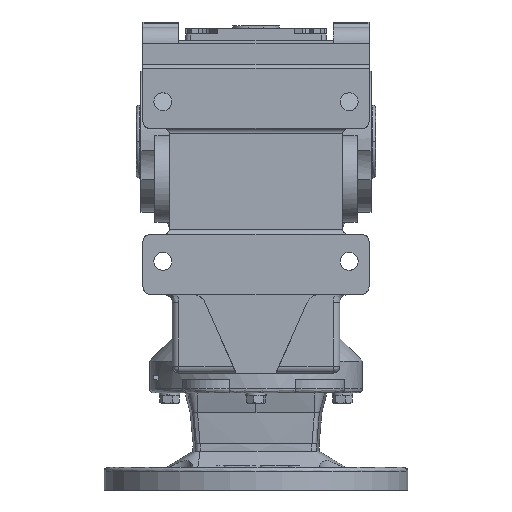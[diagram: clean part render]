
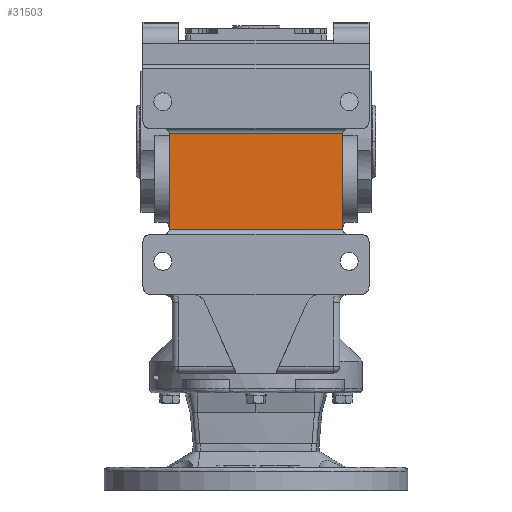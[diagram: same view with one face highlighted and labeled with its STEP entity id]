
A CAD part, front view. The second image highlights one B-rep face of the part: STEP entity #31503.
In plain terms, the highlighted planar face has unit normal (0, -1, 0).
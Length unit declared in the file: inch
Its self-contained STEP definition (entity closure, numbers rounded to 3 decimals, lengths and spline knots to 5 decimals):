
#3544 = EDGE_CURVE ( 'NONE', #11200, #20172, #58958, .T. ) ;
#4396 = VECTOR ( 'NONE', #11086, 39.37008 ) ;
#5440 = EDGE_CURVE ( 'NONE', #45442, #15168, #54279, .T. ) ;
#6268 = CARTESIAN_POINT ( 'NONE',  ( 2.56303, -5.35433, -2.59843 ) ) ;
#6285 = CARTESIAN_POINT ( 'NONE',  ( -2.55906, -5.35433, 0.19685 ) ) ;
#9632 = CARTESIAN_POINT ( 'NONE',  ( 2.55906, -5.35433, 0.21011 ) ) ;
#10354 = LINE ( 'NONE', #39581, #47343 ) ;
#10880 = DIRECTION ( 'NONE',  ( 0., 0., 1. ) ) ;
#11086 = DIRECTION ( 'NONE',  ( 0., 0., -1. ) ) ;
#11200 = VERTEX_POINT ( 'NONE', #37612 ) ;
#11863 = ORIENTED_EDGE ( 'NONE', *, *, #5440, .T. ) ;
#12230 = DIRECTION ( 'NONE',  ( -1., 0., 0. ) ) ;
#12319 = ORIENTED_EDGE ( 'NONE', *, *, #50394, .T. ) ;
#14018 = CARTESIAN_POINT ( 'NONE',  ( 2.56303, -5.35433, -2.59843 ) ) ;
#14117 = ORIENTED_EDGE ( 'NONE', *, *, #21446, .T. ) ;
#14128 = CARTESIAN_POINT ( 'NONE',  ( 2.55906, -5.35433, 0.19685 ) ) ;
#15092 = CARTESIAN_POINT ( 'NONE',  ( 2.56303, -5.35433, 0.23622 ) ) ;
#15168 = VERTEX_POINT ( 'NONE', #32475 ) ;
#15482 = CARTESIAN_POINT ( 'NONE',  ( 2.56038, -5.35433, 0.22323 ) ) ;
#15991 = EDGE_LOOP ( 'NONE', ( #11863, #29551, #12319, #14117, #59878, #56793, #59333, #19661 ) ) ;
#17297 = PLANE ( 'NONE',  #23429 ) ;
#17635 = EDGE_CURVE ( 'NONE', #11200, #54218, #45664, .T. ) ;
#17875 = VERTEX_POINT ( 'NONE', #34036 ) ;
#18653 = CARTESIAN_POINT ( 'NONE',  ( 2.55906, -5.35433, -2.55906 ) ) ;
#18831 = CARTESIAN_POINT ( 'NONE',  ( -2.56303, -5.35433, 0.23622 ) ) ;
#19661 = ORIENTED_EDGE ( 'NONE', *, *, #27870, .F. ) ;
#20172 = VERTEX_POINT ( 'NONE', #44899 ) ;
#21446 = EDGE_CURVE ( 'NONE', #29985, #35500, #41930, .T. ) ;
#21803 = LINE ( 'NONE', #38851, #4396 ) ;
#22874 = CARTESIAN_POINT ( 'NONE',  ( -2.56039, -5.35433, 0.22327 ) ) ;
#23429 = AXIS2_PLACEMENT_3D ( 'NONE', #44651, #53767, #30910 ) ;
#24865 = CARTESIAN_POINT ( 'NONE',  ( -2.55906, -5.35433, 0.23622 ) ) ;
#24962 = CARTESIAN_POINT ( 'NONE',  ( -2.56038, -5.35433, -2.58544 ) ) ;
#26026 = CARTESIAN_POINT ( 'NONE',  ( -2.56303, -5.35433, 0.23622 ) ) ;
#27870 = EDGE_CURVE ( 'NONE', #45442, #20172, #10354, .T. ) ;
#27966 = DIRECTION ( 'NONE',  ( -1., 0., 0. ) ) ;
#29551 = ORIENTED_EDGE ( 'NONE', *, *, #48014, .F. ) ;
#29985 = VERTEX_POINT ( 'NONE', #39621 ) ;
#30910 = DIRECTION ( 'NONE',  ( 0., 0., 1. ) ) ;
#31503 = ADVANCED_FACE ( 'NONE', ( #52837 ), #17297, .F. ) ;
#32357 = B_SPLINE_CURVE_WITH_KNOTS ( 'NONE', 3,
 ( #46595, #41537, #22874, #18831 ),
 .UNSPECIFIED., .F., .F.,
 ( 4, 4 ),
 ( 0., 1. ),
 .UNSPECIFIED. ) ;
#32475 = CARTESIAN_POINT ( 'NONE',  ( 2.55906, -5.35433, -2.55906 ) ) ;
#34036 = CARTESIAN_POINT ( 'NONE',  ( 2.55906, -5.35433, 0.19685 ) ) ;
#34380 = B_SPLINE_CURVE_WITH_KNOTS ( 'NONE', 3,
 ( #14128, #9632, #15482, #15092 ),
 .UNSPECIFIED., .F., .F.,
 ( 4, 4 ),
 ( 0., 1. ),
 .UNSPECIFIED. ) ;
#34481 = EDGE_CURVE ( 'NONE', #54218, #35500, #32357, .T. ) ;
#35500 = VERTEX_POINT ( 'NONE', #26026 ) ;
#36250 = VECTOR ( 'NONE', #10880, 39.37008 ) ;
#37612 = CARTESIAN_POINT ( 'NONE',  ( -2.55906, -5.35433, -2.55906 ) ) ;
#37876 = CARTESIAN_POINT ( 'NONE',  ( 3.40551, -5.35433, 0.23622 ) ) ;
#38549 = CARTESIAN_POINT ( 'NONE',  ( -2.56303, -5.35433, -2.59843 ) ) ;
#38851 = CARTESIAN_POINT ( 'NONE',  ( 2.55906, -5.35433, 0.23622 ) ) ;
#39581 = CARTESIAN_POINT ( 'NONE',  ( 3.40551, -5.35433, -2.59843 ) ) ;
#39621 = CARTESIAN_POINT ( 'NONE',  ( 2.56303, -5.35433, 0.23622 ) ) ;
#41537 = CARTESIAN_POINT ( 'NONE',  ( -2.55906, -5.35433, 0.21006 ) ) ;
#41930 = LINE ( 'NONE', #37876, #42618 ) ;
#42618 = VECTOR ( 'NONE', #27966, 39.37008 ) ;
#44651 = CARTESIAN_POINT ( 'NONE',  ( 3.40551, -5.35433, -2.59843 ) ) ;
#44899 = CARTESIAN_POINT ( 'NONE',  ( -2.56303, -5.35433, -2.59843 ) ) ;
#45442 = VERTEX_POINT ( 'NONE', #6268 ) ;
#45664 = LINE ( 'NONE', #24865, #36250 ) ;
#46419 = CARTESIAN_POINT ( 'NONE',  ( 2.55906, -5.35433, -2.57231 ) ) ;
#46595 = CARTESIAN_POINT ( 'NONE',  ( -2.55906, -5.35433, 0.19685 ) ) ;
#47343 = VECTOR ( 'NONE', #12230, 39.37008 ) ;
#48014 = EDGE_CURVE ( 'NONE', #17875, #15168, #21803, .T. ) ;
#48656 = CARTESIAN_POINT ( 'NONE',  ( -2.55906, -5.35433, -2.57231 ) ) ;
#50394 = EDGE_CURVE ( 'NONE', #17875, #29985, #34380, .T. ) ;
#51231 = CARTESIAN_POINT ( 'NONE',  ( 2.56038, -5.35433, -2.58544 ) ) ;
#52671 = CARTESIAN_POINT ( 'NONE',  ( -2.55906, -5.35433, -2.55906 ) ) ;
#52837 = FACE_OUTER_BOUND ( 'NONE', #15991, .T. ) ;
#53767 = DIRECTION ( 'NONE',  ( 0., 1., 0. ) ) ;
#54218 = VERTEX_POINT ( 'NONE', #6285 ) ;
#54279 = B_SPLINE_CURVE_WITH_KNOTS ( 'NONE', 3,
 ( #14018, #51231, #46419, #18653 ),
 .UNSPECIFIED., .F., .F.,
 ( 4, 4 ),
 ( 0., 1. ),
 .UNSPECIFIED. ) ;
#56793 = ORIENTED_EDGE ( 'NONE', *, *, #17635, .F. ) ;
#58958 = B_SPLINE_CURVE_WITH_KNOTS ( 'NONE', 3,
 ( #52671, #48656, #24962, #38549 ),
 .UNSPECIFIED., .F., .F.,
 ( 4, 4 ),
 ( 0., 1. ),
 .UNSPECIFIED. ) ;
#59333 = ORIENTED_EDGE ( 'NONE', *, *, #3544, .T. ) ;
#59878 = ORIENTED_EDGE ( 'NONE', *, *, #34481, .F. ) ;
